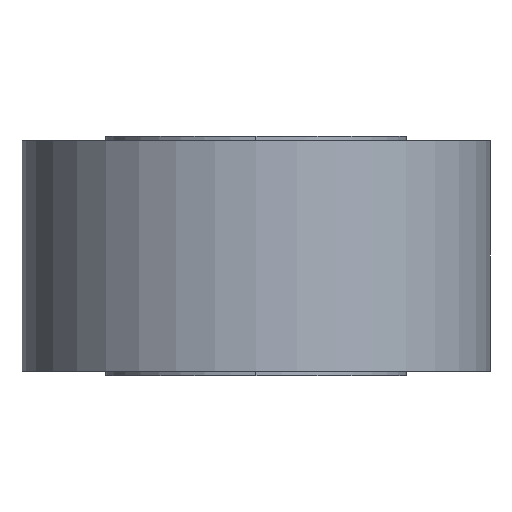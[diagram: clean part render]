
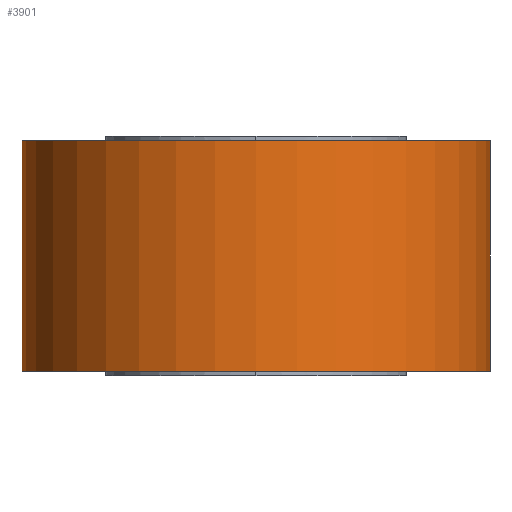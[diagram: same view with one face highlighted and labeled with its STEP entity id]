
A CAD part, left-side view. The second image highlights one B-rep face of the part: STEP entity #3901.
In plain terms, the highlighted cylindrical face has radius 6.2 mm (diameter 12.4 mm), a partial arc.
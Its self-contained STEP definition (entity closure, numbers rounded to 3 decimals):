
#10 = CARTESIAN_POINT ( 'NONE',  ( -12.7, 0., -42.832 ) ) ;
#18 = DIRECTION ( 'NONE',  ( 0., 0., 1. ) ) ;
#109 = DIRECTION ( 'NONE',  ( 1., 0., 0. ) ) ;
#118 = DIRECTION ( 'NONE',  ( 0., 0., -1. ) ) ;
#120 = CARTESIAN_POINT ( 'NONE',  ( -12.7, 0., 3.05 ) ) ;
#151 = DIRECTION ( 'NONE',  ( 0., 0., 1. ) ) ;
#192 = VERTEX_POINT ( 'NONE', #4783 ) ;
#198 = CARTESIAN_POINT ( 'NONE',  ( -12.7, 6.2, -42.832 ) ) ;
#240 = CARTESIAN_POINT ( 'NONE',  ( -12.7, -6.2, -42.832 ) ) ;
#871 = ORIENTED_EDGE ( 'NONE', *, *, #1919, .F. ) ;
#891 = VERTEX_POINT ( 'NONE', #2945 ) ;
#892 = CARTESIAN_POINT ( 'NONE',  ( -12.7, 6.2, -3.05 ) ) ;
#1496 = EDGE_CURVE ( 'NONE', #3104, #891, #3022, .T. ) ;
#1497 = EDGE_CURVE ( 'NONE', #2488, #891, #2121, .T. ) ;
#1560 = EDGE_LOOP ( 'NONE', ( #871, #3479, #3487, #3500 ) ) ;
#1580 = DIRECTION ( 'NONE',  ( 1., 0., 0. ) ) ;
#1597 = DIRECTION ( 'NONE',  ( 0., 0., -1. ) ) ;
#1617 = CARTESIAN_POINT ( 'NONE',  ( -12.7, 0., -3.05 ) ) ;
#1919 = EDGE_CURVE ( 'NONE', #192, #3104, #2278, .T. ) ;
#2038 = EDGE_CURVE ( 'NONE', #192, #2488, #3974, .T. ) ;
#2121 = CIRCLE ( 'NONE', #5015, 6.2 ) ;
#2162 = DIRECTION ( 'NONE',  ( 1., 0., 0. ) ) ;
#2278 = CIRCLE ( 'NONE', #4839, 6.2 ) ;
#2460 = VECTOR ( 'NONE', #151, 1000. ) ;
#2488 = VERTEX_POINT ( 'NONE', #4503 ) ;
#2599 = AXIS2_PLACEMENT_3D ( 'NONE', #10, #4024, #2162 ) ;
#2945 = CARTESIAN_POINT ( 'NONE',  ( -12.7, 6.2, 3.05 ) ) ;
#3022 = LINE ( 'NONE', #198, #2460 ) ;
#3104 = VERTEX_POINT ( 'NONE', #892 ) ;
#3479 = ORIENTED_EDGE ( 'NONE', *, *, #2038, .T. ) ;
#3487 = ORIENTED_EDGE ( 'NONE', *, *, #1497, .T. ) ;
#3500 = ORIENTED_EDGE ( 'NONE', *, *, #1496, .F. ) ;
#3712 = VECTOR ( 'NONE', #18, 1000. ) ;
#3901 = ADVANCED_FACE ( 'NONE', ( #4528 ), #4523, .T. ) ;
#3974 = LINE ( 'NONE', #240, #3712 ) ;
#4024 = DIRECTION ( 'NONE',  ( 0., 0., 1. ) ) ;
#4503 = CARTESIAN_POINT ( 'NONE',  ( -12.7, -6.2, 3.05 ) ) ;
#4523 = CYLINDRICAL_SURFACE ( 'NONE', #2599, 6.2 ) ;
#4528 = FACE_OUTER_BOUND ( 'NONE', #1560, .T. ) ;
#4783 = CARTESIAN_POINT ( 'NONE',  ( -12.7, -6.2, -3.05 ) ) ;
#4839 = AXIS2_PLACEMENT_3D ( 'NONE', #1617, #1597, #1580 ) ;
#5015 = AXIS2_PLACEMENT_3D ( 'NONE', #120, #118, #109 ) ;
